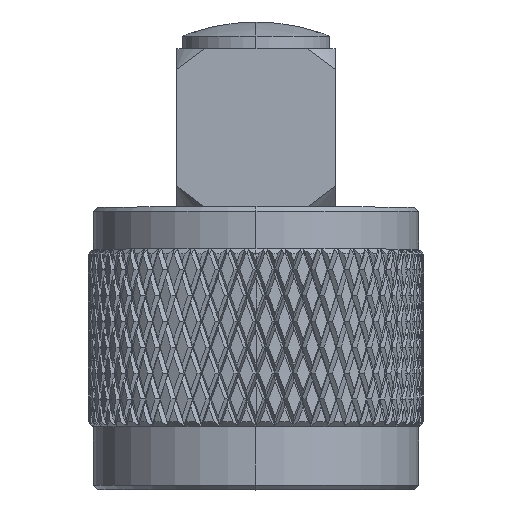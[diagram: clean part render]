
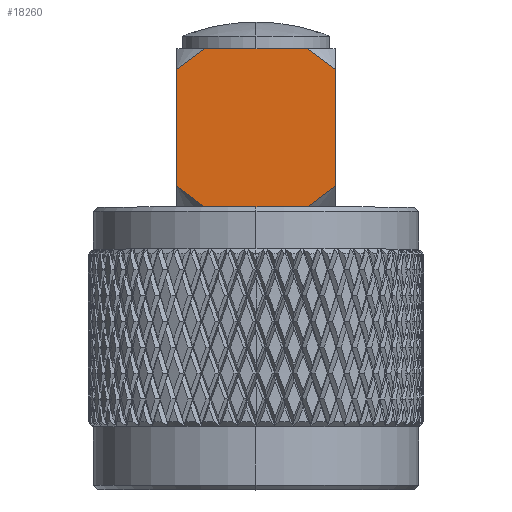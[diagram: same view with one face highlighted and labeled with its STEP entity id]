
A CAD part, top view. The second image highlights one B-rep face of the part: STEP entity #18260.
In plain terms, the highlighted face is planar.
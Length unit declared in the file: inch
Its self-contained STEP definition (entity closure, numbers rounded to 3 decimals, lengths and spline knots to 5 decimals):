
#557 = CARTESIAN_POINT ( 'NONE',  ( 0.13861, 0.189, 0.189 ) ) ;
#688 = VERTEX_POINT ( 'NONE', #65096 ) ;
#4215 = VECTOR ( 'NONE', #6574, 39.37008 ) ;
#4951 = CARTESIAN_POINT ( 'NONE',  ( -0.13861, 0.189, 0.189 ) ) ;
#6525 = CARTESIAN_POINT ( 'NONE',  ( -0.18901, 0.189, -0.12208 ) ) ;
#6574 = DIRECTION ( 'NONE',  ( -1., 0., 0. ) ) ;
#9049 = CARTESIAN_POINT ( 'NONE',  ( 0.15663, 0.189, 0.16761 ) ) ;
#10768 = CARTESIAN_POINT ( 'NONE',  ( 0.15665, 0.189, -0.16759 ) ) ;
#11699 = CARTESIAN_POINT ( 'NONE',  ( 0.13861, 0.189, -0.189 ) ) ;
#12446 = CARTESIAN_POINT ( 'NONE',  ( -0.1738, 0.189, 0.14559 ) ) ;
#12784 = CARTESIAN_POINT ( 'NONE',  ( 0.189, 0.189, 0.189 ) ) ;
#16671 = DIRECTION ( 'NONE',  ( 0., 0., -1. ) ) ;
#16936 = EDGE_CURVE ( 'NONE', #688, #63388, #33327, .T. ) ;
#17279 = EDGE_CURVE ( 'NONE', #69754, #63388, #29448, .T. ) ;
#18260 = ADVANCED_FACE ( 'NONE', ( #25777 ), #66914, .F. ) ;
#18602 = CARTESIAN_POINT ( 'NONE',  ( 0.17384, 0.189, -0.14553 ) ) ;
#18707 = VERTEX_POINT ( 'NONE', #69047 ) ;
#19131 = VERTEX_POINT ( 'NONE', #53768 ) ;
#24389 = EDGE_CURVE ( 'NONE', #68784, #32887, #80021, .T. ) ;
#25121 = VECTOR ( 'NONE', #62787, 39.37008 ) ;
#25682 = ORIENTED_EDGE ( 'NONE', *, *, #24389, .T. ) ;
#25777 = FACE_OUTER_BOUND ( 'NONE', #90705, .T. ) ;
#25872 = CARTESIAN_POINT ( 'NONE',  ( -0.17384, 0.189, -0.14553 ) ) ;
#27210 = B_SPLINE_CURVE_WITH_KNOTS ( 'NONE', 3,
 ( #68374, #37847, #9049, #557 ),
 .UNSPECIFIED., .F., .F.,
 ( 4, 4 ),
 ( 0.02034, 0.02249 ),
 .UNSPECIFIED. ) ;
#27681 = CARTESIAN_POINT ( 'NONE',  ( 0.189, 0.189, -0.12208 ) ) ;
#28148 = CARTESIAN_POINT ( 'NONE',  ( -0.189, 0.189, 0.189 ) ) ;
#29436 = DIRECTION ( 'NONE',  ( -1., 0., 0. ) ) ;
#29448 = B_SPLINE_CURVE_WITH_KNOTS ( 'NONE', 3,
 ( #56812, #10768, #18602, #48298 ),
 .UNSPECIFIED., .F., .F.,
 ( 4, 4 ),
 ( 0.01154, 0.01367 ),
 .UNSPECIFIED. ) ;
#31368 = DIRECTION ( 'NONE',  ( 0., -1., 0. ) ) ;
#32887 = VERTEX_POINT ( 'NONE', #6525 ) ;
#33327 = LINE ( 'NONE', #12784, #25121 ) ;
#33925 = ORIENTED_EDGE ( 'NONE', *, *, #59351, .T. ) ;
#35036 = LINE ( 'NONE', #62151, #77134 ) ;
#35361 = CARTESIAN_POINT ( 'NONE',  ( -0.18901, 0.189, 0.12208 ) ) ;
#35833 = LINE ( 'NONE', #64971, #4215 ) ;
#37847 = CARTESIAN_POINT ( 'NONE',  ( 0.1738, 0.189, 0.14559 ) ) ;
#38385 = EDGE_CURVE ( 'NONE', #69754, #68784, #35833, .T. ) ;
#38635 = ORIENTED_EDGE ( 'NONE', *, *, #38385, .T. ) ;
#39336 = DIRECTION ( 'NONE',  ( 0., 0., -1. ) ) ;
#40127 = ORIENTED_EDGE ( 'NONE', *, *, #41465, .F. ) ;
#41465 = EDGE_CURVE ( 'NONE', #688, #19131, #27210, .T. ) ;
#47121 = ORIENTED_EDGE ( 'NONE', *, *, #53893, .F. ) ;
#48298 = CARTESIAN_POINT ( 'NONE',  ( 0.189, 0.189, -0.12208 ) ) ;
#48468 = ORIENTED_EDGE ( 'NONE', *, *, #17279, .F. ) ;
#53768 = CARTESIAN_POINT ( 'NONE',  ( 0.13861, 0.189, 0.189 ) ) ;
#53893 = EDGE_CURVE ( 'NONE', #19131, #66583, #74266, .T. ) ;
#54481 = VECTOR ( 'NONE', #29436, 39.37008 ) ;
#56812 = CARTESIAN_POINT ( 'NONE',  ( 0.13861, 0.189, -0.189 ) ) ;
#59149 = CARTESIAN_POINT ( 'NONE',  ( -0.13861, 0.189, 0.189 ) ) ;
#59351 = EDGE_CURVE ( 'NONE', #18707, #66583, #89233, .T. ) ;
#62151 = CARTESIAN_POINT ( 'NONE',  ( -0.18901, 0.189, 0. ) ) ;
#62787 = DIRECTION ( 'NONE',  ( 0., 0., -1. ) ) ;
#63388 = VERTEX_POINT ( 'NONE', #27681 ) ;
#64971 = CARTESIAN_POINT ( 'NONE',  ( -0.189, 0.189, -0.189 ) ) ;
#65096 = CARTESIAN_POINT ( 'NONE',  ( 0.189, 0.189, 0.12208 ) ) ;
#66583 = VERTEX_POINT ( 'NONE', #59149 ) ;
#66914 = PLANE ( 'NONE',  #72367 ) ;
#68374 = CARTESIAN_POINT ( 'NONE',  ( 0.189, 0.189, 0.12208 ) ) ;
#68784 = VERTEX_POINT ( 'NONE', #92074 ) ;
#69047 = CARTESIAN_POINT ( 'NONE',  ( -0.18901, 0.189, 0.12208 ) ) ;
#69754 = VERTEX_POINT ( 'NONE', #11699 ) ;
#69876 = CARTESIAN_POINT ( 'NONE',  ( -0.15665, 0.189, -0.16759 ) ) ;
#70204 = CARTESIAN_POINT ( 'NONE',  ( -0.18901, 0.189, -0.12208 ) ) ;
#70516 = CARTESIAN_POINT ( 'NONE',  ( -0.13861, 0.189, -0.189 ) ) ;
#71433 = EDGE_CURVE ( 'NONE', #18707, #32887, #35036, .T. ) ;
#72367 = AXIS2_PLACEMENT_3D ( 'NONE', #76025, #31368, #16671 ) ;
#74266 = LINE ( 'NONE', #28148, #54481 ) ;
#75583 = ORIENTED_EDGE ( 'NONE', *, *, #16936, .T. ) ;
#76025 = CARTESIAN_POINT ( 'NONE',  ( -0.189, 0.189, 0.189 ) ) ;
#76198 = ORIENTED_EDGE ( 'NONE', *, *, #71433, .F. ) ;
#77134 = VECTOR ( 'NONE', #39336, 39.37008 ) ;
#80021 = B_SPLINE_CURVE_WITH_KNOTS ( 'NONE', 3,
 ( #70516, #69876, #25872, #70204 ),
 .UNSPECIFIED., .F., .F.,
 ( 4, 4 ),
 ( 0.01154, 0.01367 ),
 .UNSPECIFIED. ) ;
#87445 = CARTESIAN_POINT ( 'NONE',  ( -0.15663, 0.189, 0.16761 ) ) ;
#89233 = B_SPLINE_CURVE_WITH_KNOTS ( 'NONE', 3,
 ( #35361, #12446, #87445, #4951 ),
 .UNSPECIFIED., .F., .F.,
 ( 4, 4 ),
 ( 0.02034, 0.02249 ),
 .UNSPECIFIED. ) ;
#90705 = EDGE_LOOP ( 'NONE', ( #38635, #25682, #76198, #33925, #47121, #40127, #75583, #48468 ) ) ;
#92074 = CARTESIAN_POINT ( 'NONE',  ( -0.13861, 0.189, -0.189 ) ) ;
